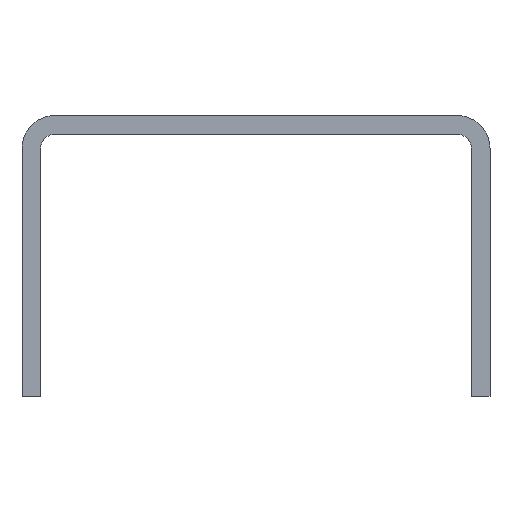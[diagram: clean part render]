
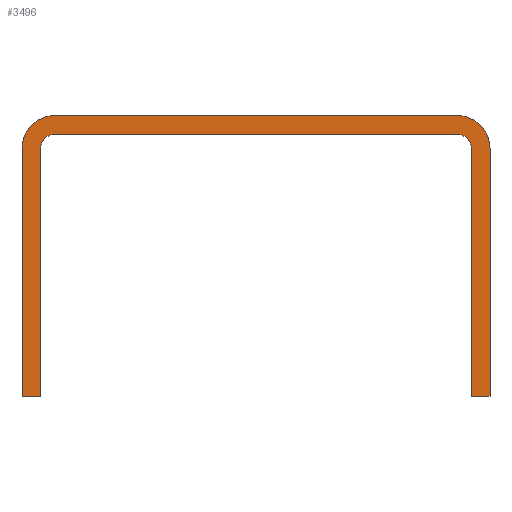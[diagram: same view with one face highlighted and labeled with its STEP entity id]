
A CAD part, front view. The second image highlights one B-rep face of the part: STEP entity #3496.
In plain terms, the highlighted planar face has unit normal (0, -1, 0).
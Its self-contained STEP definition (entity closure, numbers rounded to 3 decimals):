
#1=DIRECTION('',(0.,0.,1.));
#2=VECTOR('',#1,26.5);
#3=CARTESIAN_POINT('',(-25.,0.,-30.));
#4=LINE('',#3,#2);
#5=CARTESIAN_POINT('',(-21.5,0.,-3.5));
#6=DIRECTION('',(0.,1.,0.));
#7=DIRECTION('',(-1.,0.,0.));
#8=AXIS2_PLACEMENT_3D('',#5,#6,#7);
#10=DIRECTION('',(1.,0.,0.));
#11=VECTOR('',#10,43.);
#12=CARTESIAN_POINT('',(-21.5,0.,0.));
#13=LINE('',#12,#11);
#14=CARTESIAN_POINT('',(21.5,0.,-3.5));
#15=DIRECTION('',(0.,1.,0.));
#16=DIRECTION('',(0.,0.,1.));
#17=AXIS2_PLACEMENT_3D('',#14,#15,#16);
#19=DIRECTION('',(0.,0.,-1.));
#20=VECTOR('',#19,26.5);
#21=CARTESIAN_POINT('',(25.,0.,-3.5));
#22=LINE('',#21,#20);
#23=DIRECTION('',(-1.,0.,0.));
#24=VECTOR('',#23,2.);
#25=CARTESIAN_POINT('',(25.,0.,-30.));
#26=LINE('',#25,#24);
#27=DIRECTION('',(0.,0.,1.));
#28=VECTOR('',#27,26.5);
#29=CARTESIAN_POINT('',(23.,0.,-30.));
#30=LINE('',#29,#28);
#31=CARTESIAN_POINT('',(21.5,0.,-3.5));
#32=DIRECTION('',(0.,-1.,0.));
#33=DIRECTION('',(1.,0.,0.));
#34=AXIS2_PLACEMENT_3D('',#31,#32,#33);
#36=DIRECTION('',(-1.,0.,0.));
#37=VECTOR('',#36,43.);
#38=CARTESIAN_POINT('',(21.5,0.,-2.));
#39=LINE('',#38,#37);
#40=CARTESIAN_POINT('',(-21.5,0.,-3.5));
#41=DIRECTION('',(0.,-1.,0.));
#42=DIRECTION('',(0.,0.,1.));
#43=AXIS2_PLACEMENT_3D('',#40,#41,#42);
#45=DIRECTION('',(0.,0.,-1.));
#46=VECTOR('',#45,26.5);
#47=CARTESIAN_POINT('',(-23.,0.,-3.5));
#48=LINE('',#47,#46);
#49=DIRECTION('',(-1.,0.,0.));
#50=VECTOR('',#49,2.);
#51=CARTESIAN_POINT('',(-23.,0.,-30.));
#52=LINE('',#51,#50);
#2649=CARTESIAN_POINT('',(-25.,0.,-30.));
#2650=CARTESIAN_POINT('',(-25.,0.,-3.5));
#2651=VERTEX_POINT('',#2649);
#2652=VERTEX_POINT('',#2650);
#2653=CARTESIAN_POINT('',(-21.5,0.,0.));
#2654=VERTEX_POINT('',#2653);
#2655=CARTESIAN_POINT('',(21.5,0.,0.));
#2656=VERTEX_POINT('',#2655);
#2657=CARTESIAN_POINT('',(25.,0.,-3.5));
#2658=VERTEX_POINT('',#2657);
#2659=CARTESIAN_POINT('',(25.,0.,-30.));
#2660=VERTEX_POINT('',#2659);
#2661=CARTESIAN_POINT('',(23.,0.,-30.));
#2662=VERTEX_POINT('',#2661);
#2663=CARTESIAN_POINT('',(23.,0.,-3.5));
#2664=VERTEX_POINT('',#2663);
#2665=CARTESIAN_POINT('',(21.5,0.,-2.));
#2666=VERTEX_POINT('',#2665);
#2667=CARTESIAN_POINT('',(-21.5,0.,-2.));
#2668=VERTEX_POINT('',#2667);
#2669=CARTESIAN_POINT('',(-23.,0.,-3.5));
#2670=VERTEX_POINT('',#2669);
#2671=CARTESIAN_POINT('',(-23.,0.,-30.));
#2672=VERTEX_POINT('',#2671);
#3465=CARTESIAN_POINT('',(0.,0.,0.));
#3466=DIRECTION('',(0.,1.,0.));
#3467=DIRECTION('',(1.,0.,0.));
#3468=AXIS2_PLACEMENT_3D('',#3465,#3466,#3467);
#3469=PLANE('',#3468);
#3471=ORIENTED_EDGE('',*,*,#3470,.T.);
#3473=ORIENTED_EDGE('',*,*,#3472,.T.);
#3475=ORIENTED_EDGE('',*,*,#3474,.T.);
#3477=ORIENTED_EDGE('',*,*,#3476,.T.);
#3479=ORIENTED_EDGE('',*,*,#3478,.T.);
#3481=ORIENTED_EDGE('',*,*,#3480,.T.);
#3483=ORIENTED_EDGE('',*,*,#3482,.T.);
#3485=ORIENTED_EDGE('',*,*,#3484,.T.);
#3487=ORIENTED_EDGE('',*,*,#3486,.T.);
#3489=ORIENTED_EDGE('',*,*,#3488,.T.);
#3491=ORIENTED_EDGE('',*,*,#3490,.T.);
#3493=ORIENTED_EDGE('',*,*,#3492,.T.);
#3494=EDGE_LOOP('',(#3471,#3473,#3475,#3477,#3479,#3481,#3483,#3485,#3487,#3489,
#3491,#3493));
#3495=FACE_OUTER_BOUND('',#3494,.F.);
#3496=ADVANCED_FACE('',(#3495),#3469,.F.);
#9=CIRCLE('',#8,3.5);
#18=CIRCLE('',#17,3.5);
#35=CIRCLE('',#34,1.5);
#44=CIRCLE('',#43,1.5);
#3470=EDGE_CURVE('',#2651,#2652,#4,.T.);
#3472=EDGE_CURVE('',#2652,#2654,#9,.T.);
#3474=EDGE_CURVE('',#2654,#2656,#13,.T.);
#3476=EDGE_CURVE('',#2656,#2658,#18,.T.);
#3478=EDGE_CURVE('',#2658,#2660,#22,.T.);
#3480=EDGE_CURVE('',#2660,#2662,#26,.T.);
#3482=EDGE_CURVE('',#2662,#2664,#30,.T.);
#3484=EDGE_CURVE('',#2664,#2666,#35,.T.);
#3486=EDGE_CURVE('',#2666,#2668,#39,.T.);
#3488=EDGE_CURVE('',#2668,#2670,#44,.T.);
#3490=EDGE_CURVE('',#2670,#2672,#48,.T.);
#3492=EDGE_CURVE('',#2672,#2651,#52,.T.);
